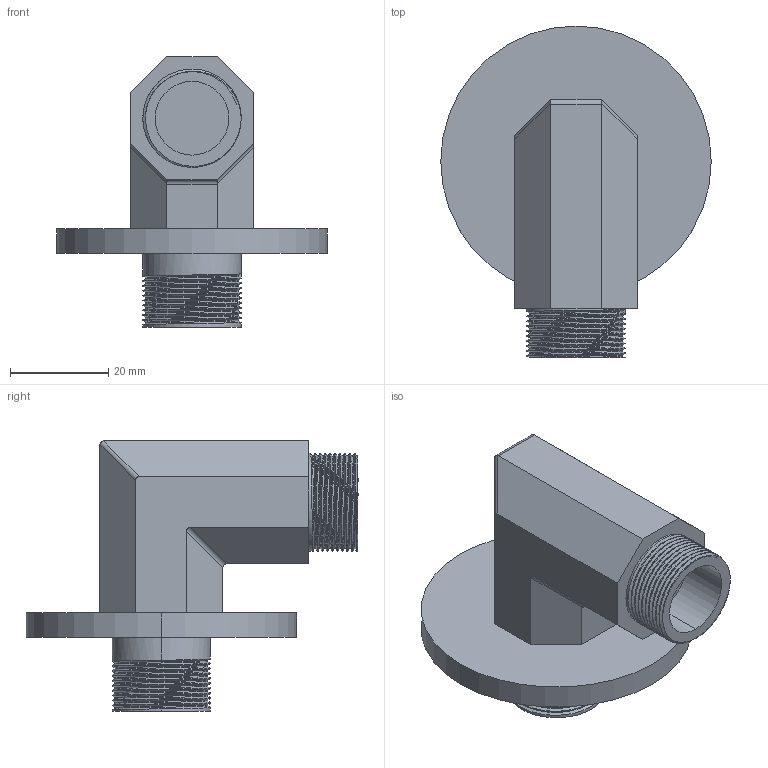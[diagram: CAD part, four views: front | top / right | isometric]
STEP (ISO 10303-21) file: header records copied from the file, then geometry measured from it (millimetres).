
FILE_DESCRIPTION (( 'STEP AP214' ), '1' );
FILE_NAME ('CR033_v10521.STEP', '2021-05-05T14:08:22', ( '' ), ( '' ), 'SwSTEP 2.0', 'SolidWorks 2019', '' );
FILE_SCHEMA (( 'AUTOMOTIVE_DESIGN' ));
Length unit declared in the file: millimetre
Products named in the file (1): CR033_v10521
Bounding box: 55 x 67.5 x 55 mm (x, y, z)
Volume: 42110.5 mm3; surface area: 13383.6 mm2
Topology: 1 solids, 1 shells, 84 faces, 226 edges, 149 vertices
Faces by surface type: cylinder 54, plane 24, bspline 6
Entity records: 5582 total; most frequent: CARTESIAN_POINT 3749, ORIENTED_EDGE 452, DIRECTION 300, EDGE_CURVE 226, VERTEX_POINT 149, LINE 104, VECTOR 104, AXIS2_PLACEMENT_3D 98
